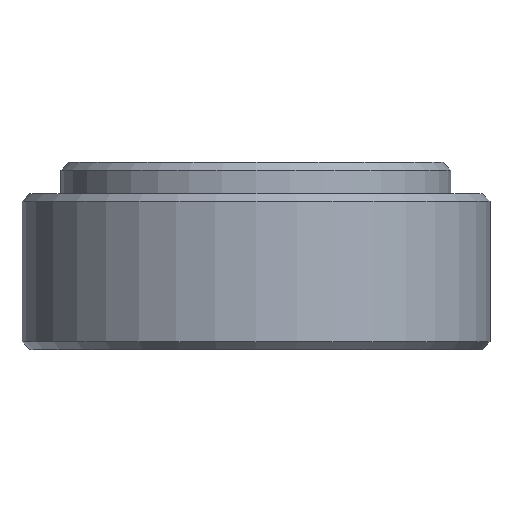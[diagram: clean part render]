
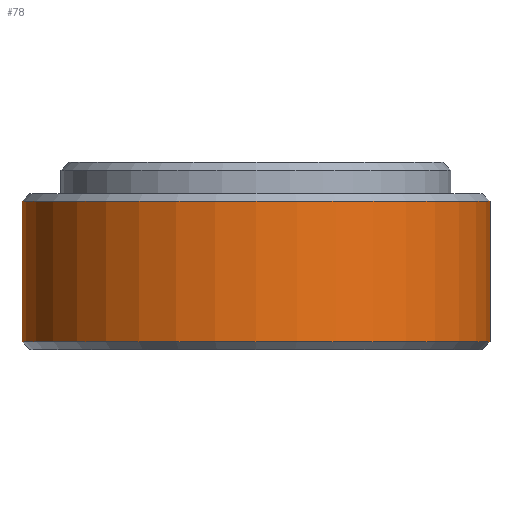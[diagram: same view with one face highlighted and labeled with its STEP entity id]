
A CAD part, front view. The second image highlights one B-rep face of the part: STEP entity #78.
In plain terms, the highlighted cylindrical face has radius 15 mm (diameter 30 mm), a full revolution.
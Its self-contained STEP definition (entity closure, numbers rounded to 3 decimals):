
#78 = ADVANCED_FACE( '', ( #96, #97 ), #98, .T. );
#96 = FACE_OUTER_BOUND( '', #129, .T. );
#97 = FACE_OUTER_BOUND( '', #130, .T. );
#98 = CYLINDRICAL_SURFACE( '', #131, 15. );
#129 = EDGE_LOOP( '', ( #168 ) );
#130 = EDGE_LOOP( '', ( #169 ) );
#131 = AXIS2_PLACEMENT_3D( '', #170, #171, #172 );
#168 = ORIENTED_EDGE( '', *, *, #213, .T. );
#169 = ORIENTED_EDGE( '', *, *, #214, .T. );
#170 = CARTESIAN_POINT( '', ( 0., 0., 54. ) );
#171 = DIRECTION( '', ( 0., 0., -1. ) );
#172 = DIRECTION( '', ( 1., 0., 0. ) );
#213 = EDGE_CURVE( '', #229, #229, #230, .F. );
#214 = EDGE_CURVE( '', #231, #231, #232, .F. );
#229 = VERTEX_POINT( '', #251 );
#230 = CIRCLE( '', #252, 15. );
#231 = VERTEX_POINT( '', #253 );
#232 = CIRCLE( '', #254, 15. );
#251 = CARTESIAN_POINT( '', ( -15., 0., 0.5 ) );
#252 = AXIS2_PLACEMENT_3D( '', #278, #279, #280 );
#253 = CARTESIAN_POINT( '', ( 15., 0., 9.5 ) );
#254 = AXIS2_PLACEMENT_3D( '', #281, #282, #283 );
#278 = CARTESIAN_POINT( '', ( 0., 0., 0.5 ) );
#279 = DIRECTION( '', ( 0., 0., -1. ) );
#280 = DIRECTION( '', ( -1., 0., 0. ) );
#281 = CARTESIAN_POINT( '', ( 0., 0., 9.5 ) );
#282 = DIRECTION( '', ( 0., 0., 1. ) );
#283 = DIRECTION( '', ( 1., 0., 0. ) );
